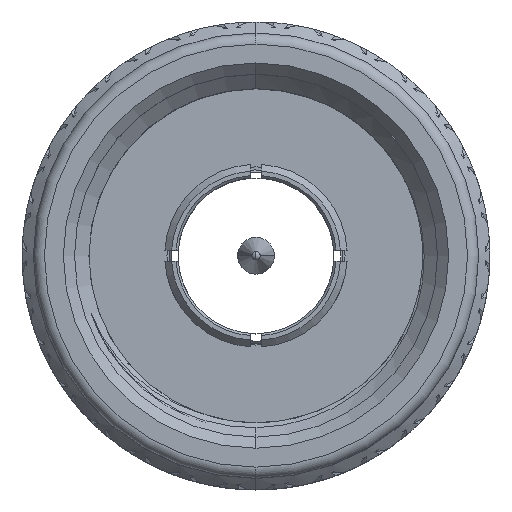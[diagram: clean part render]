
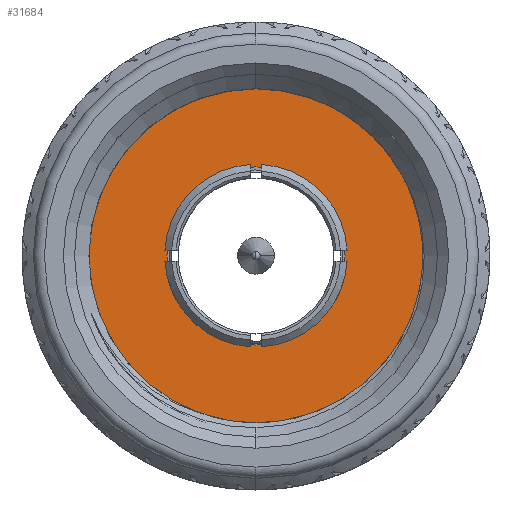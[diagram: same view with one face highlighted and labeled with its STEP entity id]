
A CAD part, top view. The second image highlights one B-rep face of the part: STEP entity #31684.
In plain terms, the highlighted planar face has unit normal (0, 0, 1).
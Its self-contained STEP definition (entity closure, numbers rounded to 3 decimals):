
#211 = CARTESIAN_POINT ( 'NONE',  ( -4., 0., 11.5 ) ) ;
#2634 = EDGE_CURVE ( 'NONE', #48701, #19456, #47189, .T. ) ;
#4222 = AXIS2_PLACEMENT_3D ( 'NONE', #49914, #32555, #88261 ) ;
#8280 = ORIENTED_EDGE ( 'NONE', *, *, #42085, .T. ) ;
#8287 = VERTEX_POINT ( 'NONE', #101528 ) ;
#15711 = AXIS2_PLACEMENT_3D ( 'NONE', #71915, #35385, #82079 ) ;
#19456 = VERTEX_POINT ( 'NONE', #21354 ) ;
#21354 = CARTESIAN_POINT ( 'NONE',  ( 7.85, 0., 11.5 ) ) ;
#21950 = ORIENTED_EDGE ( 'NONE', *, *, #64980, .T. ) ;
#23323 = CIRCLE ( 'NONE', #50053, 4. ) ;
#23423 = CIRCLE ( 'NONE', #4222, 7.85 ) ;
#26178 = AXIS2_PLACEMENT_3D ( 'NONE', #92022, #116680, #71089 ) ;
#29035 = EDGE_CURVE ( 'NONE', #19456, #48701, #23423, .T. ) ;
#31684 = ADVANCED_FACE ( 'NONE', ( #44375, #80883 ), #117515, .F. ) ;
#32555 = DIRECTION ( 'NONE',  ( 0., 0., -1. ) ) ;
#33068 = DIRECTION ( 'NONE',  ( 0., 0., -1. ) ) ;
#33793 = VERTEX_POINT ( 'NONE', #211 ) ;
#34505 = DIRECTION ( 'NONE',  ( -1., 0., 0. ) ) ;
#35385 = DIRECTION ( 'NONE',  ( 0., 0., -1. ) ) ;
#42085 = EDGE_CURVE ( 'NONE', #8287, #33793, #23323, .T. ) ;
#44375 = FACE_OUTER_BOUND ( 'NONE', #89366, .T. ) ;
#44524 = ORIENTED_EDGE ( 'NONE', *, *, #29035, .F. ) ;
#47189 = CIRCLE ( 'NONE', #26178, 7.85 ) ;
#48701 = VERTEX_POINT ( 'NONE', #107535 ) ;
#49914 = CARTESIAN_POINT ( 'NONE',  ( 0., 0., 11.5 ) ) ;
#50053 = AXIS2_PLACEMENT_3D ( 'NONE', #51029, #33068, #86374 ) ;
#50700 = DIRECTION ( 'NONE',  ( 0., 0., -1. ) ) ;
#51029 = CARTESIAN_POINT ( 'NONE',  ( 0., 0., 11.5 ) ) ;
#64251 = EDGE_LOOP ( 'NONE', ( #21950, #8280 ) ) ;
#64980 = EDGE_CURVE ( 'NONE', #33793, #8287, #69715, .T. ) ;
#69715 = CIRCLE ( 'NONE', #100376, 4. ) ;
#71089 = DIRECTION ( 'NONE',  ( -1., 0., 0. ) ) ;
#71915 = CARTESIAN_POINT ( 'NONE',  ( 0., 0., 11.5 ) ) ;
#79258 = ORIENTED_EDGE ( 'NONE', *, *, #2634, .F. ) ;
#80883 = FACE_BOUND ( 'NONE', #64251, .T. ) ;
#82079 = DIRECTION ( 'NONE',  ( -1., 0., 0. ) ) ;
#86374 = DIRECTION ( 'NONE',  ( -1., 0., 0. ) ) ;
#88261 = DIRECTION ( 'NONE',  ( -1., 0., 0. ) ) ;
#89366 = EDGE_LOOP ( 'NONE', ( #79258, #44524 ) ) ;
#92022 = CARTESIAN_POINT ( 'NONE',  ( 0., 0., 11.5 ) ) ;
#100376 = AXIS2_PLACEMENT_3D ( 'NONE', #105871, #50700, #34505 ) ;
#101528 = CARTESIAN_POINT ( 'NONE',  ( 4., 0., 11.5 ) ) ;
#105871 = CARTESIAN_POINT ( 'NONE',  ( 0., 0., 11.5 ) ) ;
#107535 = CARTESIAN_POINT ( 'NONE',  ( -7.85, 0., 11.5 ) ) ;
#116680 = DIRECTION ( 'NONE',  ( 0., 0., -1. ) ) ;
#117515 = PLANE ( 'NONE',  #15711 ) ;
